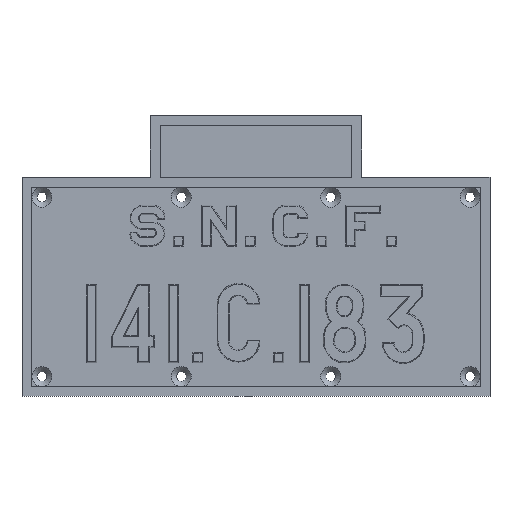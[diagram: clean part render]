
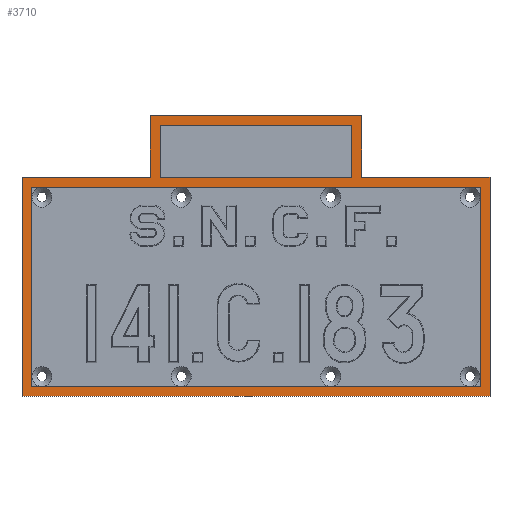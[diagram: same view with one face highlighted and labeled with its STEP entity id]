
A CAD part, top view. The second image highlights one B-rep face of the part: STEP entity #3710.
In plain terms, the highlighted planar face has unit normal (0, 0, 1).
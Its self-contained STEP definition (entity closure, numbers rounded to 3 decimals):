
#181=FACE_BOUND('',#457,.T.);
#182=FACE_BOUND('',#458,.T.);
#244=FACE_OUTER_BOUND('',#456,.T.);
#456=EDGE_LOOP('',(#2559,#2560,#2561,#2562,#2563,#2564,#2565,#2566));
#457=EDGE_LOOP('',(#2567,#2568,#2569,#2570));
#458=EDGE_LOOP('',(#2571,#2572,#2573,#2574));
#688=LINE('',#5230,#1114);
#691=LINE('',#5235,#1117);
#693=LINE('',#5239,#1119);
#695=LINE('',#5243,#1121);
#713=LINE('',#5281,#1139);
#716=LINE('',#5286,#1142);
#726=LINE('',#5307,#1152);
#729=LINE('',#5312,#1155);
#730=LINE('',#5315,#1156);
#732=LINE('',#5318,#1158);
#733=LINE('',#5321,#1159);
#735=LINE('',#5324,#1161);
#736=LINE('',#5327,#1162);
#738=LINE('',#5331,#1164);
#740=LINE('',#5335,#1166);
#742=LINE('',#5338,#1168);
#1114=VECTOR('',#4230,10.);
#1117=VECTOR('',#4235,10.);
#1119=VECTOR('',#4239,10.);
#1121=VECTOR('',#4243,10.);
#1139=VECTOR('',#4273,10.);
#1142=VECTOR('',#4278,10.);
#1152=VECTOR('',#4298,10.);
#1155=VECTOR('',#4303,10.);
#1156=VECTOR('',#4306,10.);
#1158=VECTOR('',#4310,10.);
#1159=VECTOR('',#4313,10.);
#1161=VECTOR('',#4317,10.);
#1162=VECTOR('',#4320,10.);
#1164=VECTOR('',#4324,10.);
#1166=VECTOR('',#4328,10.);
#1168=VECTOR('',#4332,10.);
#1531=VERTEX_POINT('',#5227);
#1532=VERTEX_POINT('',#5229);
#1533=VERTEX_POINT('',#5233);
#1534=VERTEX_POINT('',#5237);
#1535=VERTEX_POINT('',#5241);
#1548=VERTEX_POINT('',#5278);
#1549=VERTEX_POINT('',#5280);
#1550=VERTEX_POINT('',#5284);
#1555=VERTEX_POINT('',#5304);
#1556=VERTEX_POINT('',#5306);
#1557=VERTEX_POINT('',#5310);
#1558=VERTEX_POINT('',#5314);
#1559=VERTEX_POINT('',#5320);
#1560=VERTEX_POINT('',#5326);
#1561=VERTEX_POINT('',#5330);
#1562=VERTEX_POINT('',#5334);
#1894=EDGE_CURVE('',#1532,#1531,#688,.T.);
#1897=EDGE_CURVE('',#1531,#1533,#691,.T.);
#1899=EDGE_CURVE('',#1533,#1534,#693,.T.);
#1901=EDGE_CURVE('',#1534,#1535,#695,.T.);
#1919=EDGE_CURVE('',#1549,#1548,#713,.T.);
#1922=EDGE_CURVE('',#1548,#1550,#716,.T.);
#1932=EDGE_CURVE('',#1556,#1555,#726,.T.);
#1935=EDGE_CURVE('',#1555,#1557,#729,.T.);
#1936=EDGE_CURVE('',#1558,#1549,#730,.T.);
#1938=EDGE_CURVE('',#1550,#1558,#732,.T.);
#1939=EDGE_CURVE('',#1559,#1556,#733,.T.);
#1941=EDGE_CURVE('',#1557,#1559,#735,.T.);
#1942=EDGE_CURVE('',#1560,#1532,#736,.T.);
#1944=EDGE_CURVE('',#1561,#1560,#738,.T.);
#1946=EDGE_CURVE('',#1562,#1561,#740,.T.);
#1948=EDGE_CURVE('',#1535,#1562,#742,.T.);
#2559=ORIENTED_EDGE('',*,*,#1901,.T.);
#2560=ORIENTED_EDGE('',*,*,#1948,.T.);
#2561=ORIENTED_EDGE('',*,*,#1946,.T.);
#2562=ORIENTED_EDGE('',*,*,#1944,.T.);
#2563=ORIENTED_EDGE('',*,*,#1942,.T.);
#2564=ORIENTED_EDGE('',*,*,#1894,.T.);
#2565=ORIENTED_EDGE('',*,*,#1897,.T.);
#2566=ORIENTED_EDGE('',*,*,#1899,.T.);
#2567=ORIENTED_EDGE('',*,*,#1935,.T.);
#2568=ORIENTED_EDGE('',*,*,#1941,.T.);
#2569=ORIENTED_EDGE('',*,*,#1939,.T.);
#2570=ORIENTED_EDGE('',*,*,#1932,.T.);
#2571=ORIENTED_EDGE('',*,*,#1922,.T.);
#2572=ORIENTED_EDGE('',*,*,#1938,.T.);
#2573=ORIENTED_EDGE('',*,*,#1936,.T.);
#2574=ORIENTED_EDGE('',*,*,#1919,.T.);
#3540=PLANE('',#3936);
#3710=ADVANCED_FACE('',(#244,#181,#182),#3540,.T.);
#3936=AXIS2_PLACEMENT_3D('',#5339,#4333,#4334);
#4230=DIRECTION('',(1.,0.,0.));
#4235=DIRECTION('',(0.,1.,0.));
#4239=DIRECTION('',(-1.,0.,0.));
#4243=DIRECTION('',(0.,1.,0.));
#4273=DIRECTION('',(0.,-1.,0.));
#4278=DIRECTION('',(-1.,0.,0.));
#4298=DIRECTION('',(-1.,0.,0.));
#4303=DIRECTION('',(0.,1.,0.));
#4306=DIRECTION('',(1.,0.,0.));
#4310=DIRECTION('',(0.,1.,0.));
#4313=DIRECTION('',(0.,-1.,0.));
#4317=DIRECTION('',(1.,0.,0.));
#4320=DIRECTION('',(0.,-1.,0.));
#4324=DIRECTION('',(-1.,0.,0.));
#4328=DIRECTION('',(0.,-1.,0.));
#4332=DIRECTION('',(-1.,0.,0.));
#4333=DIRECTION('center_axis',(0.,0.,1.));
#4334=DIRECTION('ref_axis',(1.,0.,0.));
#5227=CARTESIAN_POINT('',(470.,0.,10.));
#5229=CARTESIAN_POINT('',(0.,0.,10.));
#5230=CARTESIAN_POINT('',(0.,0.,10.));
#5233=CARTESIAN_POINT('',(470.,220.,10.));
#5235=CARTESIAN_POINT('',(470.,0.,10.));
#5237=CARTESIAN_POINT('',(341.,220.,10.));
#5239=CARTESIAN_POINT('',(341.,220.,10.));
#5241=CARTESIAN_POINT('',(341.,282.,10.));
#5243=CARTESIAN_POINT('',(341.,220.,10.));
#5278=CARTESIAN_POINT('',(460.,10.,10.));
#5280=CARTESIAN_POINT('',(460.,210.,10.));
#5281=CARTESIAN_POINT('',(460.,210.,10.));
#5284=CARTESIAN_POINT('',(10.,10.,10.));
#5286=CARTESIAN_POINT('',(460.,10.,10.));
#5304=CARTESIAN_POINT('',(139.,220.,10.));
#5306=CARTESIAN_POINT('',(331.,220.,10.));
#5307=CARTESIAN_POINT('',(129.,220.,10.));
#5310=CARTESIAN_POINT('',(139.,272.,10.));
#5312=CARTESIAN_POINT('',(139.,234.01,10.));
#5314=CARTESIAN_POINT('',(10.,210.,10.));
#5315=CARTESIAN_POINT('',(10.,210.,10.));
#5318=CARTESIAN_POINT('',(10.,10.,10.));
#5320=CARTESIAN_POINT('',(331.,272.,10.));
#5321=CARTESIAN_POINT('',(331.,234.01,10.));
#5324=CARTESIAN_POINT('',(139.,272.,10.));
#5326=CARTESIAN_POINT('',(0.,220.,10.));
#5327=CARTESIAN_POINT('',(0.,220.,10.));
#5330=CARTESIAN_POINT('',(129.,220.,10.));
#5331=CARTESIAN_POINT('',(0.,220.,10.));
#5334=CARTESIAN_POINT('',(129.,282.,10.));
#5335=CARTESIAN_POINT('',(129.,220.,10.));
#5338=CARTESIAN_POINT('',(341.,282.,10.));
#5339=CARTESIAN_POINT('Origin',(235.,141.,10.));
